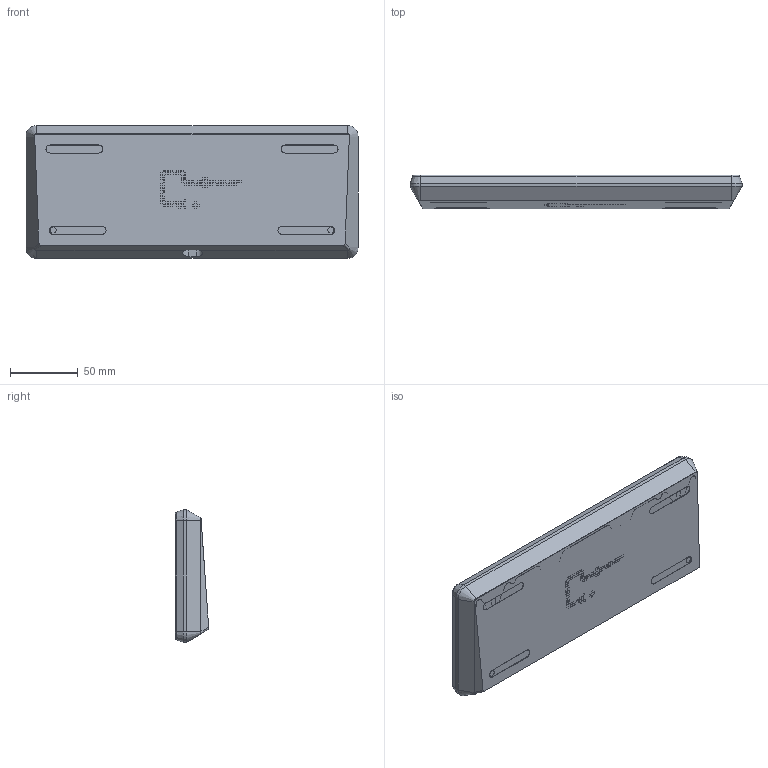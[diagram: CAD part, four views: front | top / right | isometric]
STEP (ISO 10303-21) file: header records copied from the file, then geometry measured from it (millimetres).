
FILE_DESCRIPTION(/* description */ (''),/* implementation_level */ '2;1');
FILE_NAME(/* name */ 'snake_moinboards Remix v22.step',/* time_stamp */ '2025-12-16T19:21:19+01:00',/* author */ (''),/* organization */ (''),/* preprocessor_version */ 'ST-DEVELOPER v20.1',/* originating_system */ 'Autodesk Translation Framework v14.21.0.0',/* authorisation */ '');
FILE_SCHEMA (('AUTOMOTIVE_DESIGN { 1 0 10303 214 3 1 1 }'));
Products named in the file (7): snake_moinboards Remix; Case main; Plate with snake ortho split space; RubberInsert; Insert; Foot; Logo
Assembly tree (6 placements, depth 3):
  snake_moinboards Remix
    Case main
    Plate with snake ortho split space
    RubberInsert
    Insert
    Foot
      Logo
Bounding box: 245.6 x 24.83 x 97.96 mm (x, y, z)
Volume: 173514.8 mm3; surface area: 133832 mm2
Topology: 97 solids, 99 shells, 2655 faces, 6998 edges, 4636 vertices
Faces by surface type: plane 1954, cylinder 661, bspline 36, sphere 2, torus 2
Full cylindrical faces by diameter (mm): 2.3 x2, 3.1 x12, 3.2 x2, 4.4 x2, 8.4 x2
Entity records: 84123 total; most frequent: CARTESIAN_POINT 16844, ORIENTED_EDGE 13996, DIRECTION 13572, EDGE_CURVE 6998, LINE 5524, VECTOR 5524, VERTEX_POINT 4636, AXIS2_PLACEMENT_3D 4024
